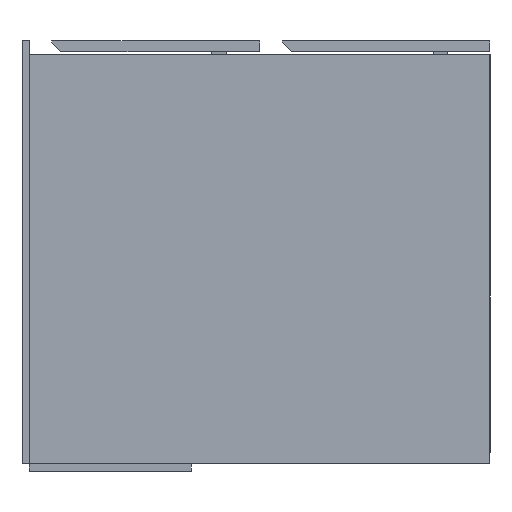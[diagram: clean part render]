
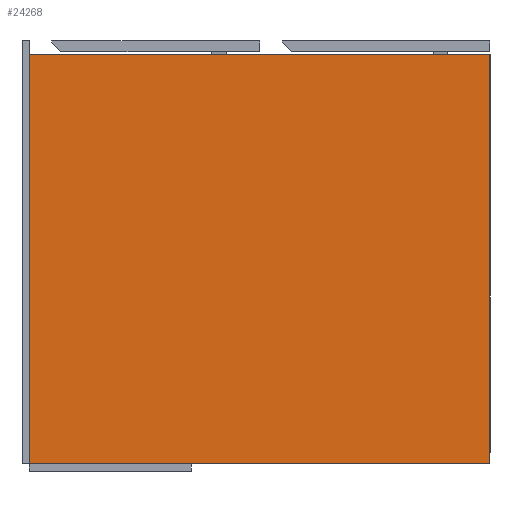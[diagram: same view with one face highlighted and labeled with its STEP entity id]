
A CAD part, left-side view. The second image highlights one B-rep face of the part: STEP entity #24268.
In plain terms, the highlighted planar face has unit normal (-1, 0, 0).
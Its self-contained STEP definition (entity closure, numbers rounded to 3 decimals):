
#1443 = DIRECTION ( 'NONE',  ( 0., -1., 0. ) ) ;
#2178 = CARTESIAN_POINT ( 'NONE',  ( 2., 0., -470. ) ) ;
#3920 = DIRECTION ( 'NONE',  ( 0., 0., -1. ) ) ;
#4292 = VERTEX_POINT ( 'NONE', #23718 ) ;
#4369 = EDGE_LOOP ( 'NONE', ( #7119, #13022, #20965, #19028 ) ) ;
#4465 = VERTEX_POINT ( 'NONE', #14334 ) ;
#5441 = CARTESIAN_POINT ( 'NONE',  ( 2., 512., -470. ) ) ;
#6528 = VECTOR ( 'NONE', #18011, 1000. ) ;
#7119 = ORIENTED_EDGE ( 'NONE', *, *, #12583, .F. ) ;
#7875 = EDGE_CURVE ( 'NONE', #4465, #10593, #16131, .T. ) ;
#9603 = CARTESIAN_POINT ( 'NONE',  ( 2., 512., -470. ) ) ;
#10490 = CARTESIAN_POINT ( 'NONE',  ( 2., 967.397, -470. ) ) ;
#10593 = VERTEX_POINT ( 'NONE', #27527 ) ;
#10830 = VECTOR ( 'NONE', #22689, 1000. ) ;
#11254 = VECTOR ( 'NONE', #1443, 1000. ) ;
#12337 = AXIS2_PLACEMENT_3D ( 'NONE', #10490, #23957, #3920 ) ;
#12515 = PLANE ( 'NONE',  #12337 ) ;
#12583 = EDGE_CURVE ( 'NONE', #22666, #4292, #15879, .T. ) ;
#12669 = EDGE_CURVE ( 'NONE', #22666, #4465, #16736, .T. ) ;
#13022 = ORIENTED_EDGE ( 'NONE', *, *, #12669, .T. ) ;
#14334 = CARTESIAN_POINT ( 'NONE',  ( 2., 0., -470. ) ) ;
#15879 = LINE ( 'NONE', #9603, #15909 ) ;
#15909 = VECTOR ( 'NONE', #18467, 1000. ) ;
#16049 = LINE ( 'NONE', #24871, #10830 ) ;
#16131 = LINE ( 'NONE', #2178, #6528 ) ;
#16591 = EDGE_CURVE ( 'NONE', #4292, #10593, #16049, .T. ) ;
#16736 = LINE ( 'NONE', #23090, #11254 ) ;
#17309 = FACE_OUTER_BOUND ( 'NONE', #4369, .T. ) ;
#18011 = DIRECTION ( 'NONE',  ( 0., 0., 1. ) ) ;
#18467 = DIRECTION ( 'NONE',  ( 0., 0., 1. ) ) ;
#19028 = ORIENTED_EDGE ( 'NONE', *, *, #16591, .F. ) ;
#20965 = ORIENTED_EDGE ( 'NONE', *, *, #7875, .T. ) ;
#22666 = VERTEX_POINT ( 'NONE', #5441 ) ;
#22689 = DIRECTION ( 'NONE',  ( 0., -1., 0. ) ) ;
#23090 = CARTESIAN_POINT ( 'NONE',  ( 2., 967.397, -470. ) ) ;
#23718 = CARTESIAN_POINT ( 'NONE',  ( 2., 512., -15. ) ) ;
#23957 = DIRECTION ( 'NONE',  ( 1., 0., 0. ) ) ;
#24268 = ADVANCED_FACE ( 'NONE', ( #17309 ), #12515, .F. ) ;
#24871 = CARTESIAN_POINT ( 'NONE',  ( 2., 967.397, -15. ) ) ;
#27527 = CARTESIAN_POINT ( 'NONE',  ( 2., 0., -15. ) ) ;
